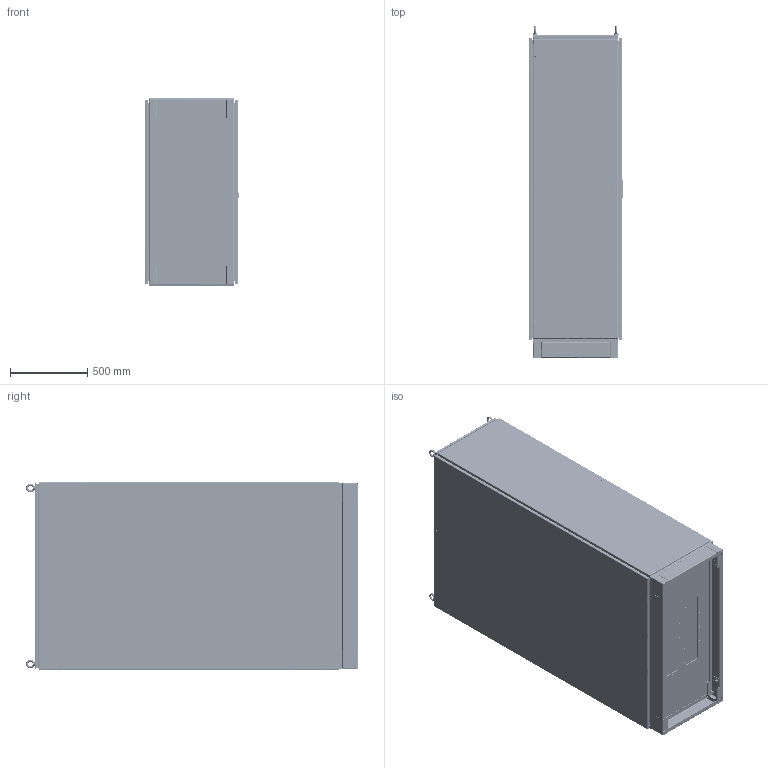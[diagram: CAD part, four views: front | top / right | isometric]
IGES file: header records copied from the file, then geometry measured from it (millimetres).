
Start section: SolidWorks IGES file using analytic representation for surfaces
Global section: file name: 12206.IGS; native system: SolidWorks 2016; preprocessor: SolidWorks 2016; author: user3; date: 200928.105919; units: millimetre
Bounding box: 605.75 x 2140.47 x 1213 mm (x, y, z)
Surface area: 32356621.8 mm2 (no closed solid volume)
Topology: 0 solids, 0 shells, 25880 faces, 366464 edges, 366408 vertices
Faces by surface type: bspline 15936, revolution 9944
